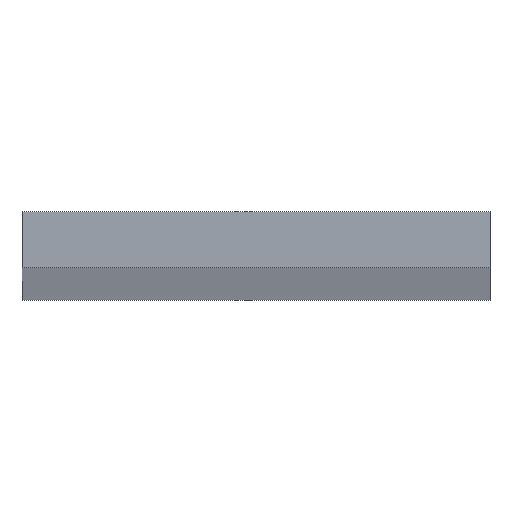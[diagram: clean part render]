
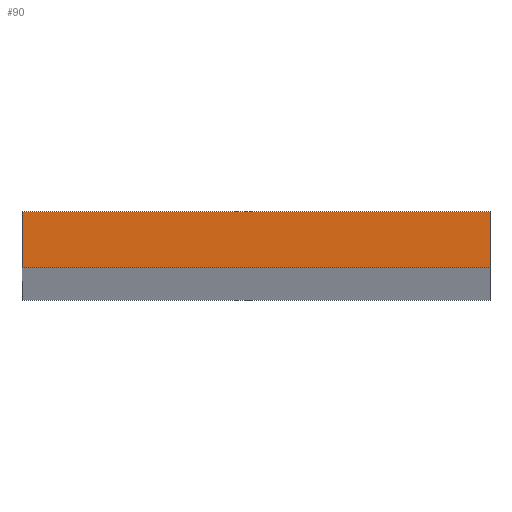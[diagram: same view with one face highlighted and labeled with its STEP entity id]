
A CAD part, top view. The second image highlights one B-rep face of the part: STEP entity #90.
In plain terms, the highlighted planar face has unit normal (0, 0, 1).
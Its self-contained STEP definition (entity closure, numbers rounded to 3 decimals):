
#5 = DIRECTION ( 'NONE',  ( 0., -1., 0. ) ) ;
#14 = VERTEX_POINT ( 'NONE', #51 ) ;
#22 = VECTOR ( 'NONE', #5, 1000. ) ;
#34 = VECTOR ( 'NONE', #80, 1000. ) ;
#51 = CARTESIAN_POINT ( 'NONE',  ( -12.5, -1.5, 500. ) ) ;
#56 = DIRECTION ( 'NONE',  ( -1., 0., 0. ) ) ;
#62 = VECTOR ( 'NONE', #56, 1000. ) ;
#67 = CARTESIAN_POINT ( 'NONE',  ( -12.5, -1.5, 500. ) ) ;
#80 = DIRECTION ( 'NONE',  ( 0., 1., 0. ) ) ;
#82 = ORIENTED_EDGE ( 'NONE', *, *, #147, .T. ) ;
#87 = CARTESIAN_POINT ( 'NONE',  ( 0., 0., 500. ) ) ;
#90 = ADVANCED_FACE ( 'NONE', ( #143 ), #209, .T. ) ;
#99 = CARTESIAN_POINT ( 'NONE',  ( -12.5, 1.5, 500. ) ) ;
#103 = LINE ( 'NONE', #164, #62 ) ;
#107 = CARTESIAN_POINT ( 'NONE',  ( 12.5, 1.5, 500. ) ) ;
#110 = AXIS2_PLACEMENT_3D ( 'NONE', #87, #229, #124 ) ;
#114 = ORIENTED_EDGE ( 'NONE', *, *, #197, .T. ) ;
#124 = DIRECTION ( 'NONE',  ( 1., 0., 0. ) ) ;
#132 = EDGE_LOOP ( 'NONE', ( #140, #114, #174, #82 ) ) ;
#136 = LINE ( 'NONE', #107, #34 ) ;
#140 = ORIENTED_EDGE ( 'NONE', *, *, #232, .T. ) ;
#143 = FACE_OUTER_BOUND ( 'NONE', #132, .T. ) ;
#147 = EDGE_CURVE ( 'NONE', #227, #163, #103, .T. ) ;
#162 = CARTESIAN_POINT ( 'NONE',  ( -12.5, 1.5, 500. ) ) ;
#163 = VERTEX_POINT ( 'NONE', #162 ) ;
#164 = CARTESIAN_POINT ( 'NONE',  ( -12.5, 1.5, 500. ) ) ;
#169 = LINE ( 'NONE', #67, #181 ) ;
#174 = ORIENTED_EDGE ( 'NONE', *, *, #207, .T. ) ;
#175 = CARTESIAN_POINT ( 'NONE',  ( 12.5, -1.5, 500. ) ) ;
#181 = VECTOR ( 'NONE', #191, 1000. ) ;
#191 = DIRECTION ( 'NONE',  ( 1., 0., 0. ) ) ;
#197 = EDGE_CURVE ( 'NONE', #14, #206, #169, .T. ) ;
#201 = CARTESIAN_POINT ( 'NONE',  ( 12.5, 1.5, 500. ) ) ;
#206 = VERTEX_POINT ( 'NONE', #175 ) ;
#207 = EDGE_CURVE ( 'NONE', #206, #227, #136, .T. ) ;
#209 = PLANE ( 'NONE',  #110 ) ;
#214 = LINE ( 'NONE', #99, #22 ) ;
#227 = VERTEX_POINT ( 'NONE', #201 ) ;
#229 = DIRECTION ( 'NONE',  ( 0., 0., 1. ) ) ;
#232 = EDGE_CURVE ( 'NONE', #163, #14, #214, .T. ) ;
